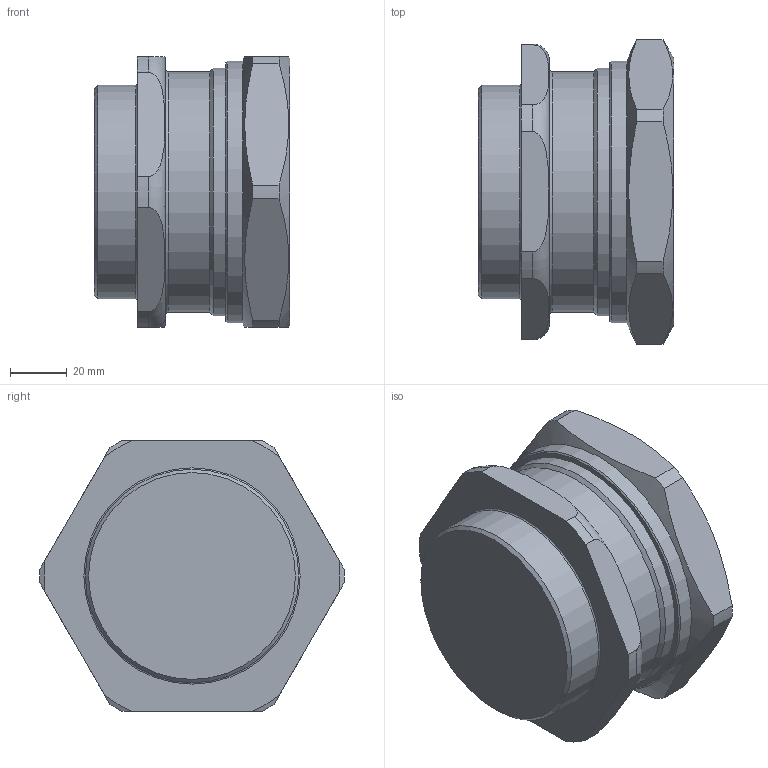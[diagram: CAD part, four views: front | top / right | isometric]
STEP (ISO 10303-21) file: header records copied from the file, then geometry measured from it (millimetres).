
FILE_DESCRIPTION(/* description */ ('GENERAL ARRANGEMENT FOR UNARMOURED 121 GLAND'),/* implementation_level */ '2;1');
FILE_NAME(/* name */ '121 F_M75.stp',/* time_stamp */ '2020-08-03T12:34:48+05:00',/* author */ ('jgandhi'),/* organization */ (''),/* preprocessor_version */ 'ST-DEVELOPER v18',/* originating_system */ 'Autodesk Inventor 2020',/* authorisation */ '');
FILE_SCHEMA (('AUTOMOTIVE_DESIGN { 1 0 10303 214 3 1 1 }'));
Length unit declared in the file: millimetre
Products named in the file (1): 121 C2 M40
Bounding box: 68.65 x 106.99 x 95 mm (x, y, z)
Volume: 565885 mm3; surface area: 79414.6 mm2
Topology: 5 solids, 5 shells, 213 faces, 594 edges, 393 vertices
Faces by surface type: plane 96, torus 51, cone 33, cylinder 33
Full cylindrical faces by diameter (mm): 68.3 x1, 75 x1, 77.55 x1, 78.25 x2, 84.1 x1, 84.4 x1, 86.946 x1, 92 x1
Entity records: 7869 total; most frequent: CARTESIAN_POINT 2200, ORIENTED_EDGE 1188, DIRECTION 1142, EDGE_CURVE 594, AXIS2_PLACEMENT_3D 481, VERTEX_POINT 393, CIRCLE 259, STYLED_ITEM 218
